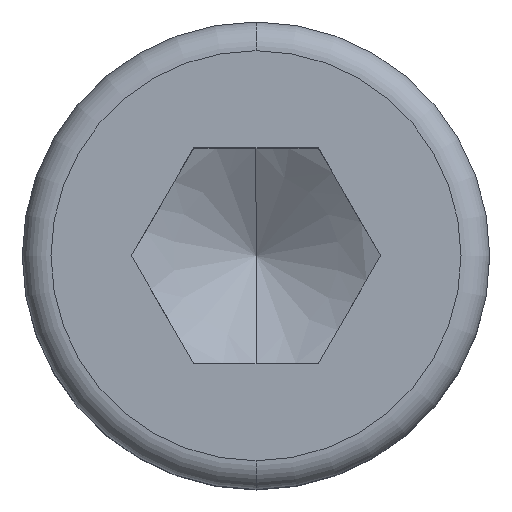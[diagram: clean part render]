
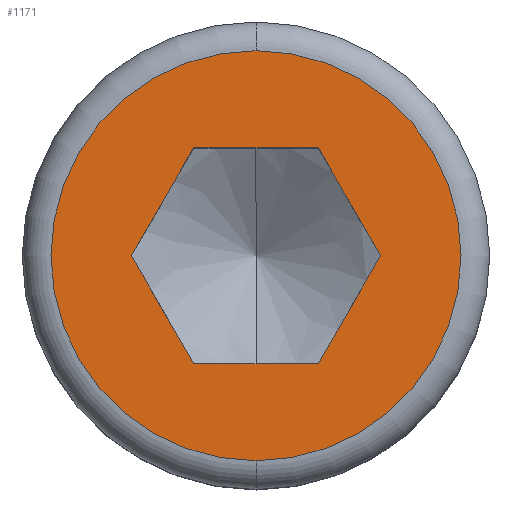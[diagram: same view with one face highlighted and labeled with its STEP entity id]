
A CAD part, top view. The second image highlights one B-rep face of the part: STEP entity #1171.
In plain terms, the highlighted planar face has unit normal (0, 0, 1).
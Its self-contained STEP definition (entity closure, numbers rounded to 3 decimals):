
#719=VERTEX_POINT('',#1988);
#967=VERTEX_POINT('',#2270);
#993=EDGE_CURVE('',#1857,#1403,#2301,.T.);
#1023=VERTEX_POINT('',#2338);
#1039=EDGE_CURVE('',#1023,#967,#2355,.T.);
#1127=EDGE_CURVE('',#1531,#1677,#2451,.T.);
#1155=EDGE_CURVE('',#1511,#719,#2483,.T.);
#1171=ADVANCED_FACE('',(#2500,#2501),#2502,.T.);
#1179=EDGE_CURVE('',#1403,#1023,#2510,.T.);
#1315=EDGE_CURVE('',#1677,#1857,#2668,.T.);
#1357=EDGE_CURVE('',#967,#1531,#2716,.T.);
#1403=VERTEX_POINT('',#2768);
#1511=VERTEX_POINT('',#2891);
#1531=VERTEX_POINT('',#2913);
#1585=EDGE_CURVE('',#719,#1511,#2974,.T.);
#1677=VERTEX_POINT('',#3081);
#1857=VERTEX_POINT('',#3279);
#1988=CARTESIAN_POINT('',(0.,-5.7,8.));
#2270=CARTESIAN_POINT('',(3.465,0.,8.));
#2301=LINE('',#3898,#3899);
#2338=CARTESIAN_POINT('',(1.733,3.001,8.));
#2355=LINE('',#3965,#3966);
#2451=LINE('',#4108,#4109);
#2483=CIRCLE('',#4152,5.7);
#2500=FACE_BOUND('',#4178,.T.);
#2501=FACE_OUTER_BOUND('',#4179,.T.);
#2502=PLANE('',#4180);
#2510=LINE('',#4191,#4192);
#2668=LINE('',#4405,#4406);
#2716=LINE('',#4476,#4477);
#2768=CARTESIAN_POINT('',(-1.733,3.001,8.));
#2891=CARTESIAN_POINT('',(0.,5.7,8.));
#2913=CARTESIAN_POINT('',(1.733,-3.001,8.));
#2974=CIRCLE('',#4842,5.7);
#3081=CARTESIAN_POINT('',(-1.732,-3.001,8.));
#3279=CARTESIAN_POINT('',(-3.465,0.,8.));
#3898=CARTESIAN_POINT('',(-2.166,2.251,8.));
#3899=VECTOR('',#5821,1.0);
#3965=CARTESIAN_POINT('',(3.032,0.75,8.));
#3966=VECTOR('',#5899,1.0);
#4108=CARTESIAN_POINT('',(-0.866,-3.001,8.));
#4109=VECTOR('',#5985,1.0);
#4152=AXIS2_PLACEMENT_3D('',#6027,#6028,#6029);
#4178=EDGE_LOOP('',(#6045,#6046,#6047,#6048,#6049,#6050));
#4179=EDGE_LOOP('',(#6051,#6052));
#4180=AXIS2_PLACEMENT_3D('',#6053,#6054,#6055);
#4191=CARTESIAN_POINT('',(0.866,3.001,8.));
#4192=VECTOR('',#6057,1.0);
#4405=CARTESIAN_POINT('',(-3.032,-0.75,8.));
#4406=VECTOR('',#6266,1.0);
#4476=CARTESIAN_POINT('',(2.166,-2.251,8.));
#4477=VECTOR('',#6324,1.0);
#4842=AXIS2_PLACEMENT_3D('',#6619,#6620,#6621);
#5821=DIRECTION('',(0.5,0.866,0.0));
#5899=DIRECTION('',(0.5,-0.866,0.0));
#5985=DIRECTION('',(-1.0,0.0,0.0));
#6027=CARTESIAN_POINT('',(0.,0.,8.));
#6028=DIRECTION('',(0.,0.,1.0));
#6029=DIRECTION('',(-1.0,0.0,0.));
#6045=ORIENTED_EDGE('',*,*,#1315,.T.);
#6046=ORIENTED_EDGE('',*,*,#993,.T.);
#6047=ORIENTED_EDGE('',*,*,#1179,.T.);
#6048=ORIENTED_EDGE('',*,*,#1039,.T.);
#6049=ORIENTED_EDGE('',*,*,#1357,.T.);
#6050=ORIENTED_EDGE('',*,*,#1127,.T.);
#6051=ORIENTED_EDGE('',*,*,#1585,.T.);
#6052=ORIENTED_EDGE('',*,*,#1155,.T.);
#6053=CARTESIAN_POINT('',(0.,-4.982,8.));
#6054=DIRECTION('',(0.,0.,1.0));
#6055=DIRECTION('',(0.,-1.0,0.));
#6057=DIRECTION('',(1.0,0.0,0.0));
#6266=DIRECTION('',(-0.5,0.866,0.0));
#6324=DIRECTION('',(-0.5,-0.866,0.0));
#6619=CARTESIAN_POINT('',(0.,0.,8.));
#6620=DIRECTION('',(0.,0.,1.0));
#6621=DIRECTION('',(-1.0,0.0,0.));
